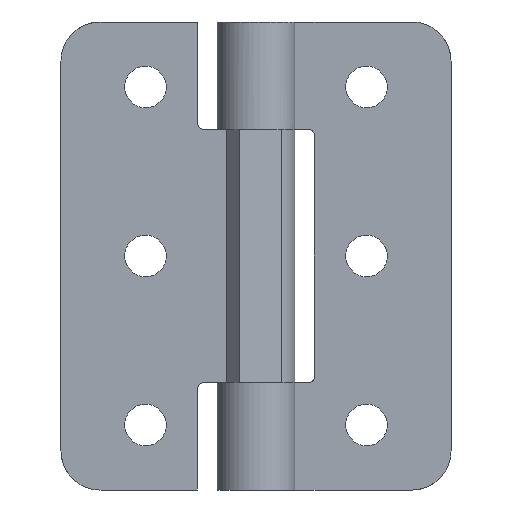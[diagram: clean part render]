
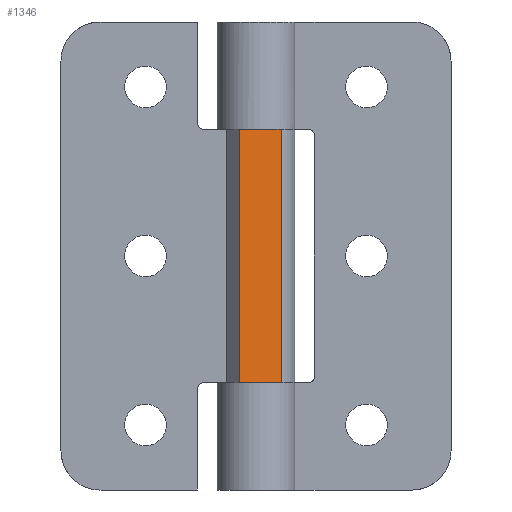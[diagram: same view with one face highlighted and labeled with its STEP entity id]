
A CAD part, front view. The second image highlights one B-rep face of the part: STEP entity #1346.
In plain terms, the highlighted free-form (B-spline) face has degree [1, 1] with [2, 2] control points.
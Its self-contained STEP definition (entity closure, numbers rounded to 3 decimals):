
#1105=CARTESIAN_POINT('',(1.928,-2.298,8.25));
#1106=VERTEX_POINT('',#1105);
#1122=CARTESIAN_POINT('',(-1.292,-5.0,8.25));
#1123=VERTEX_POINT('',#1122);
#1124=CARTESIAN_POINT('',(1.928,-2.298,8.25));
#1125=CARTESIAN_POINT('',(-1.292,-5.0,8.25));
#1126=QUASI_UNIFORM_CURVE('',1,(#1124,#1125),.UNSPECIFIED.,.F.,.U.);
#1127=EDGE_CURVE('',#1106,#1123,#1126,.T.);
#1205=CARTESIAN_POINT('',(-1.292,-5.0,27.75));
#1206=VERTEX_POINT('',#1205);
#1212=CARTESIAN_POINT('',(1.928,-2.298,27.75));
#1213=VERTEX_POINT('',#1212);
#1214=CARTESIAN_POINT('',(1.928,-2.298,27.75));
#1215=CARTESIAN_POINT('',(-1.292,-5.0,27.75));
#1216=QUASI_UNIFORM_CURVE('',1,(#1214,#1215),.UNSPECIFIED.,.F.,.U.);
#1217=EDGE_CURVE('',#1213,#1206,#1216,.T.);
#1262=CARTESIAN_POINT('',(1.928,-2.298,27.75));
#1263=CARTESIAN_POINT('',(1.928,-2.298,8.25));
#1264=QUASI_UNIFORM_CURVE('',1,(#1262,#1263),.UNSPECIFIED.,.F.,.U.);
#1265=EDGE_CURVE('',#1213,#1106,#1264,.T.);
#1325=CARTESIAN_POINT('',(-1.292,-5.0,27.75));
#1326=CARTESIAN_POINT('',(-1.292,-5.0,8.25));
#1327=QUASI_UNIFORM_CURVE('',1,(#1325,#1326),.UNSPECIFIED.,.F.,.U.);
#1328=EDGE_CURVE('',#1206,#1123,#1327,.T.);
#1335=CARTESIAN_POINT('',(-1.452,-5.135,7.276));
#1336=CARTESIAN_POINT('',(2.089,-2.163,7.276));
#1337=CARTESIAN_POINT('',(-1.452,-5.135,28.724));
#1338=CARTESIAN_POINT('',(2.089,-2.163,28.724));
#1339=B_SPLINE_SURFACE_WITH_KNOTS('',1,1,((#1335,#1337),(#1336,#1338)),.UNSPECIFIED.,.F.,.F.,.U.,(2,2),(2,2),(0.0,4.623),(0.0,21.448),.UNSPECIFIED.);
#1340=ORIENTED_EDGE('',*,*,#1127,.F.);
#1341=ORIENTED_EDGE('',*,*,#1265,.F.);
#1342=ORIENTED_EDGE('',*,*,#1217,.T.);
#1343=ORIENTED_EDGE('',*,*,#1328,.T.);
#1344=EDGE_LOOP('',(#1340,#1341,#1342,#1343));
#1345=FACE_OUTER_BOUND('',#1344,.T.);
#1346=ADVANCED_FACE('',(#1345),#1339,.T.);
